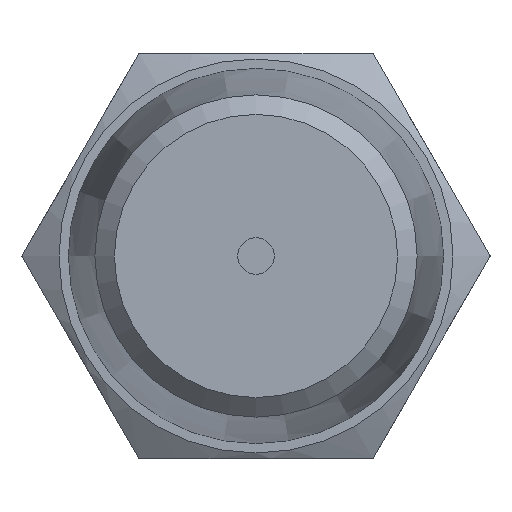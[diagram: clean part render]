
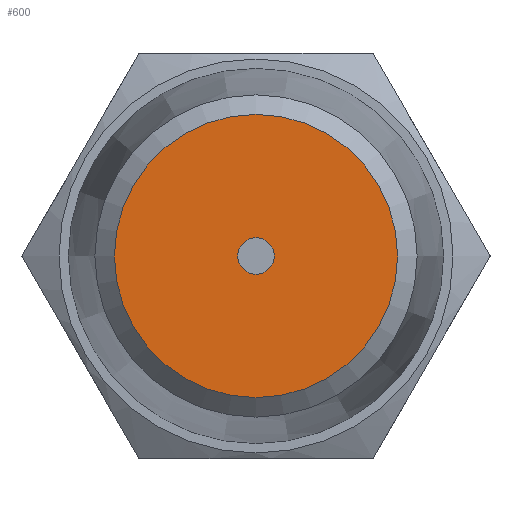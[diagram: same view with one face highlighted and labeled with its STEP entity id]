
A CAD part, left-side view. The second image highlights one B-rep face of the part: STEP entity #600.
In plain terms, the highlighted planar face has unit normal (-1, 0, 0).
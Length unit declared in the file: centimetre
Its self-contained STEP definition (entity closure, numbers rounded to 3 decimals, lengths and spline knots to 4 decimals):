
#96=FACE_BOUND('',#237,.T.);
#183=FACE_OUTER_BOUND('',#236,.T.);
#236=EDGE_LOOP('',(#522));
#237=EDGE_LOOP('',(#523));
#270=CIRCLE('',#662,0.05);
#271=CIRCLE('',#664,0.3882);
#325=VERTEX_POINT('',#1028);
#326=VERTEX_POINT('',#1031);
#396=EDGE_CURVE('',#325,#325,#270,.T.);
#397=EDGE_CURVE('',#326,#326,#271,.T.);
#522=ORIENTED_EDGE('',*,*,#397,.F.);
#523=ORIENTED_EDGE('',*,*,#396,.T.);
#564=PLANE('',#668);
#600=ADVANCED_FACE('',(#183,#96),#564,.T.);
#662=AXIS2_PLACEMENT_3D('',#1029,#805,#806);
#664=AXIS2_PLACEMENT_3D('',#1032,#809,#810);
#668=AXIS2_PLACEMENT_3D('',#1038,#817,#818);
#805=DIRECTION('center_axis',(1.,0.,0.));
#806=DIRECTION('ref_axis',(0.,1.,0.));
#809=DIRECTION('center_axis',(1.,0.,0.));
#810=DIRECTION('ref_axis',(0.,-1.,0.));
#817=DIRECTION('center_axis',(-1.,0.,0.));
#818=DIRECTION('ref_axis',(0.,0.,1.));
#1028=CARTESIAN_POINT('',(0.,-0.05,0.));
#1029=CARTESIAN_POINT('Origin',(0.,0.,0.));
#1031=CARTESIAN_POINT('',(0.,0.3882,0.));
#1032=CARTESIAN_POINT('Origin',(0.,0.,0.));
#1038=CARTESIAN_POINT('Origin',(0.,0.2191,0.));
